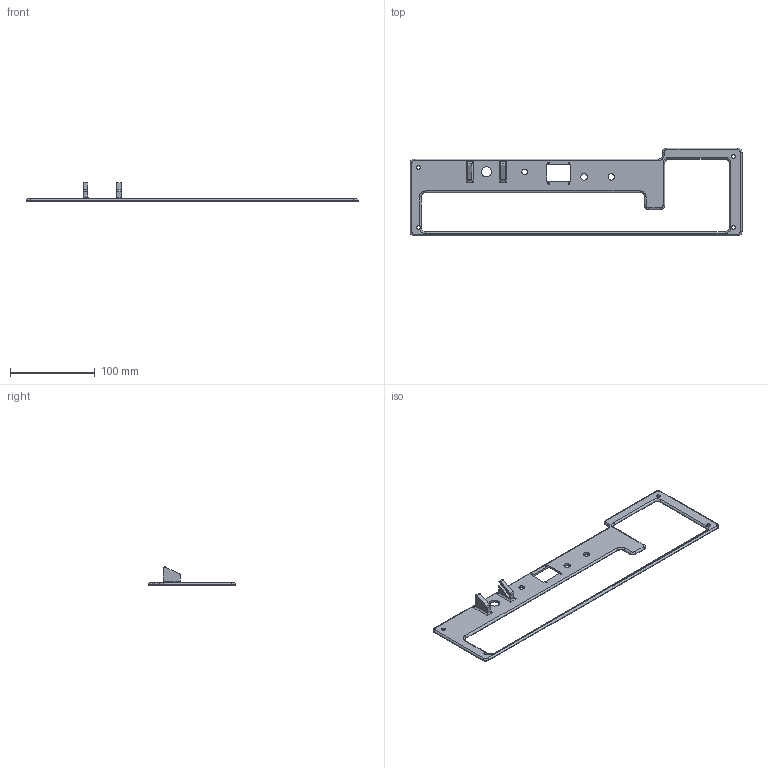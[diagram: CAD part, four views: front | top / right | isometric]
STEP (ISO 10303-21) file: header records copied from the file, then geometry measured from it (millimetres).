
FILE_DESCRIPTION(/* description */ ('STEP AP242','CAx-IF Rec.Pracs.---Representation and Presentation of Product Manufacturing Information (PMI)---4.0---2014-10-13','CAx-IF Rec.Pracs.---3D Tessellated Geometry---0.4---2014-09-14','2;1','CAx-IF Rec.Pracs.---User Defined Attributes---1.5---2016-08-15'),/* implementation_level */ '2;1');
FILE_NAME(/* name */ '690a85545c13cfccbc2b8187',/* time_stamp */ '2025-11-04T22:59:33Z',/* author */ (''),/* organization */ (''),/* preprocessor_version */ 'ST-DEVELOPER v20',/* originating_system */ 'ONSHAPE BY PTC INC, 1.206',/* authorisation */ ' ');
FILE_SCHEMA (('AP242_MANAGED_MODEL_BASED_3D_ENGINEERING_MIM_LF { 1 0 10303 442 1 1 4 }'));
Length unit declared in the file: metre
Products named in the file (1): Lid
Bounding box: 391 x 103.5 x 21.26 mm (x, y, z)
Volume: 42094.5 mm3; surface area: 38499.2 mm2
Topology: 1 solids, 1 shells, 106 faces, 272 edges, 169 vertices
Faces by surface type: cylinder 54, plane 38, torus 14
Full cylindrical faces by diameter (mm): 2 x4, 4.5 x4, 6.5 x1, 7.5 x2, 12 x1
Entity records: 3236 total; most frequent: DIRECTION 588, CARTESIAN_POINT 542, ORIENTED_EDGE 520, EDGE_CURVE 260, AXIS2_PLACEMENT_3D 223, VERTEX_POINT 169, EDGE_LOOP 147, FACE_BOUND 147
